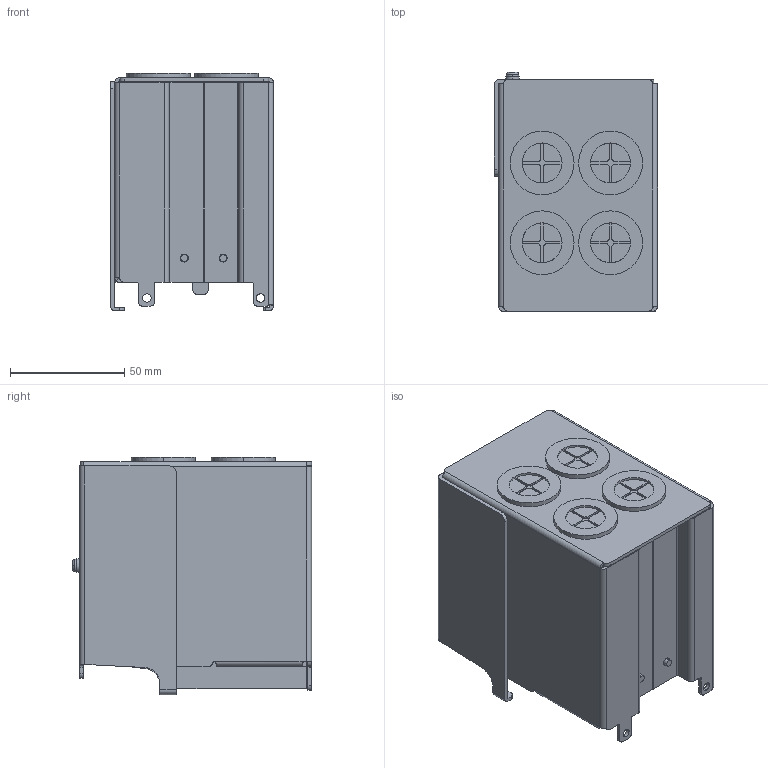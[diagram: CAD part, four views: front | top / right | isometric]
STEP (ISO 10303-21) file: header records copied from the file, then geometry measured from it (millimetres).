
FILE_DESCRIPTION (( 'STEP AP214' ), '1' );
FILE_NAME ('GS20A-N1A3.STEP', '2020-03-10T16:53:26', ( '' ), ( '' ), 'SwSTEP 2.0', 'SolidWorks 2017', '' );
FILE_SCHEMA (( 'AUTOMOTIVE_DESIGN' ));
Length unit declared in the file: inch
Products named in the file (1): GS20A-N1A3
Bounding box: 71.5 x 104.8 x 104.1 mm (x, y, z)
Volume: 74286.6 mm3; surface area: 96681.3 mm2
Topology: 12 solids, 12 shells, 473 faces, 1203 edges, 782 vertices
Faces by surface type: plane 229, cylinder 194, cone 40, bspline 6, torus 4
Entity records: 15213 total; most frequent: CARTESIAN_POINT 3126, DIRECTION 2581, ORIENTED_EDGE 2406, EDGE_CURVE 1203, AXIS2_PLACEMENT_3D 952, VERTEX_POINT 782, LINE 677, VECTOR 677
